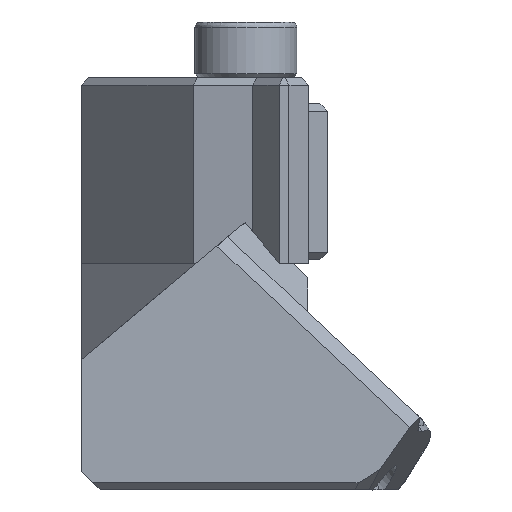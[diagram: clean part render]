
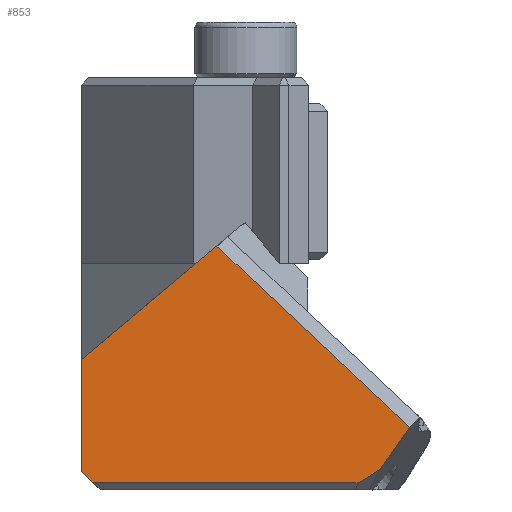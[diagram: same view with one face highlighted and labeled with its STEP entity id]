
A CAD part, left-side view. The second image highlights one B-rep face of the part: STEP entity #853.
In plain terms, the highlighted face is planar.
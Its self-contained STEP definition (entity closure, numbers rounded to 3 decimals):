
#626 = VERTEX_POINT('',#627);
#627 = CARTESIAN_POINT('',(22.92,22.398,
    75.638));
#633 = EDGE_CURVE('',#626,#634,#636,.T.);
#634 = VERTEX_POINT('',#635);
#635 = CARTESIAN_POINT('',(22.92,22.998,
    76.238));
#636 = LINE('',#637,#638);
#637 = CARTESIAN_POINT('',(22.92,20.484,73.725
    ));
#638 = VECTOR('',#639,1.);
#639 = DIRECTION('',(0.,0.707,0.707));
#736 = EDGE_CURVE('',#737,#634,#739,.T.);
#737 = VERTEX_POINT('',#738);
#738 = CARTESIAN_POINT('',(22.92,29.013,
    76.238));
#739 = LINE('',#740,#741);
#740 = CARTESIAN_POINT('',(22.92,29.439,
    76.238));
#741 = VECTOR('',#742,1.);
#742 = DIRECTION('',(0.,-1.,0.));
#853 = ADVANCED_FACE('',(#854),#896,.F.);
#854 = FACE_BOUND('',#855,.F.);
#855 = EDGE_LOOP('',(#856,#857,#865,#873,#881,#889,#895));
#856 = ORIENTED_EDGE('',*,*,#736,.F.);
#857 = ORIENTED_EDGE('',*,*,#858,.F.);
#858 = EDGE_CURVE('',#859,#737,#861,.T.);
#859 = VERTEX_POINT('',#860);
#860 = CARTESIAN_POINT('',(22.92,35.132,
    68.945));
#861 = LINE('',#862,#863);
#862 = CARTESIAN_POINT('',(22.92,38.364,
    65.094));
#863 = VECTOR('',#864,1.);
#864 = DIRECTION('',(0.,-0.643,0.766));
#865 = ORIENTED_EDGE('',*,*,#866,.T.);
#866 = EDGE_CURVE('',#859,#867,#869,.T.);
#867 = VERTEX_POINT('',#868);
#868 = CARTESIAN_POINT('',(22.92,25.379,
    58.566));
#869 = LINE('',#870,#871);
#870 = CARTESIAN_POINT('',(22.92,27.561,
    60.888));
#871 = VECTOR('',#872,1.);
#872 = DIRECTION('',(0.,-0.685,-0.729));
#873 = ORIENTED_EDGE('',*,*,#874,.T.);
#874 = EDGE_CURVE('',#867,#875,#877,.T.);
#875 = VERTEX_POINT('',#876);
#876 = CARTESIAN_POINT('',(22.92,23.132,
    60.139));
#877 = LINE('',#878,#879);
#878 = CARTESIAN_POINT('',(22.92,29.591,
    55.617));
#879 = VECTOR('',#880,1.);
#880 = DIRECTION('',(0.,-0.819,0.574));
#881 = ORIENTED_EDGE('',*,*,#882,.T.);
#882 = EDGE_CURVE('',#875,#883,#885,.T.);
#883 = VERTEX_POINT('',#884);
#884 = CARTESIAN_POINT('',(22.92,22.398,
    61.294));
#885 = LINE('',#886,#887);
#886 = CARTESIAN_POINT('',(22.92,25.878,
    55.823));
#887 = VECTOR('',#888,1.);
#888 = DIRECTION('',(0.,-0.537,0.844));
#889 = ORIENTED_EDGE('',*,*,#890,.T.);
#890 = EDGE_CURVE('',#883,#626,#891,.T.);
#891 = LINE('',#892,#893);
#892 = CARTESIAN_POINT('',(22.92,22.398,
    61.943));
#893 = VECTOR('',#894,1.);
#894 = DIRECTION('',(0.,0.,1.));
#895 = ORIENTED_EDGE('',*,*,#633,.T.);
#896 = PLANE('',#897);
#897 = AXIS2_PLACEMENT_3D('',#898,#899,#900);
#898 = CARTESIAN_POINT('',(22.92,35.797,
    54.385));
#899 = DIRECTION('',(-1.,0.,0.));
#900 = DIRECTION('',(0.,0.,-1.));
